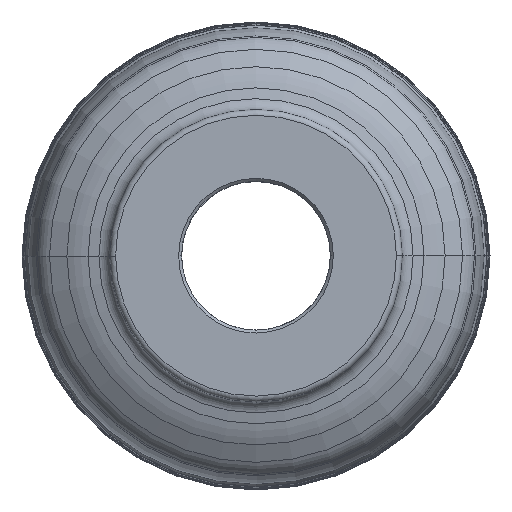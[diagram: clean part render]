
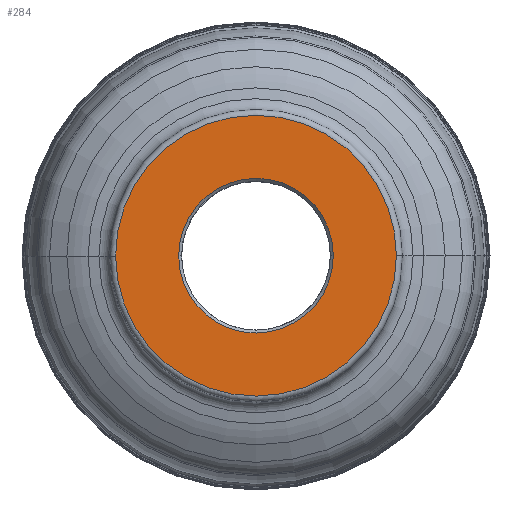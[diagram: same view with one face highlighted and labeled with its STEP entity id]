
A CAD part, top view. The second image highlights one B-rep face of the part: STEP entity #284.
In plain terms, the highlighted planar face has unit normal (0, 0, 1).
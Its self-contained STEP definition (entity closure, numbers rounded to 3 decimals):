
#60=PLANE('',#2891);
#69=FACE_BOUND('',#669,.T.);
#70=FACE_BOUND('',#670,.T.);
#284=ADVANCED_FACE('',(#69,#70),#60,.F.);
#669=EDGE_LOOP('',(#1168,#1169));
#670=EDGE_LOOP('',(#1170,#1171));
#1168=ORIENTED_EDGE('',*,*,#1819,.F.);
#1169=ORIENTED_EDGE('',*,*,#1818,.F.);
#1170=ORIENTED_EDGE('',*,*,#1820,.F.);
#1171=ORIENTED_EDGE('',*,*,#1821,.F.);
#1530=VERTEX_POINT('',#5241);
#1531=VERTEX_POINT('',#5243);
#1532=VERTEX_POINT('',#5248);
#1533=VERTEX_POINT('',#5249);
#1818=EDGE_CURVE('',#1531,#1530,#2201,.T.);
#1819=EDGE_CURVE('',#1530,#1531,#2202,.T.);
#1820=EDGE_CURVE('',#1532,#1533,#2203,.T.);
#1821=EDGE_CURVE('',#1533,#1532,#2204,.T.);
#2201=CIRCLE('',#2886,48.);
#2202=CIRCLE('',#2888,48.);
#2203=CIRCLE('',#2889,26.435);
#2204=CIRCLE('',#2890,26.435);
#2886=AXIS2_PLACEMENT_3D('',#5244,#3626,#3627);
#2888=AXIS2_PLACEMENT_3D('',#5246,#3630,#3631);
#2889=AXIS2_PLACEMENT_3D('',#5247,#3632,#3633);
#2890=AXIS2_PLACEMENT_3D('',#5250,#3634,#3635);
#2891=AXIS2_PLACEMENT_3D('',#5251,#3636,#3637);
#3626=DIRECTION('',(0.,0.,-1.));
#3627=DIRECTION('',(-1.,-0.002,0.));
#3630=DIRECTION('',(0.,0.,-1.));
#3631=DIRECTION('',(1.,0.002,0.));
#3632=DIRECTION('',(0.,0.,1.));
#3633=DIRECTION('',(1.,0.002,0.));
#3634=DIRECTION('',(0.,0.,1.));
#3635=DIRECTION('',(-1.,-0.002,0.));
#3636=DIRECTION('',(0.,0.,-1.));
#3637=DIRECTION('',(1.,0.002,0.));
#5241=CARTESIAN_POINT('',(48.,0.117,0.));
#5243=CARTESIAN_POINT('',(-48.,-0.117,0.));
#5244=CARTESIAN_POINT('',(0.,0.,0.));
#5246=CARTESIAN_POINT('',(0.,0.,0.));
#5247=CARTESIAN_POINT('',(0.,0.,0.));
#5248=CARTESIAN_POINT('',(26.435,0.064,0.));
#5249=CARTESIAN_POINT('',(-26.435,-0.064,0.));
#5250=CARTESIAN_POINT('',(0.,0.,0.));
#5251=CARTESIAN_POINT('',(0.,0.,0.));
